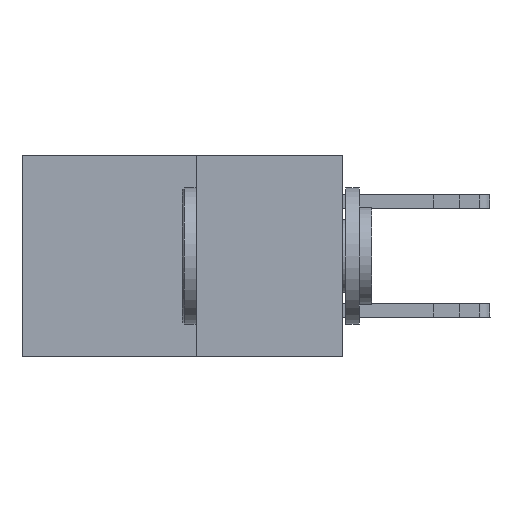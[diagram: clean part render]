
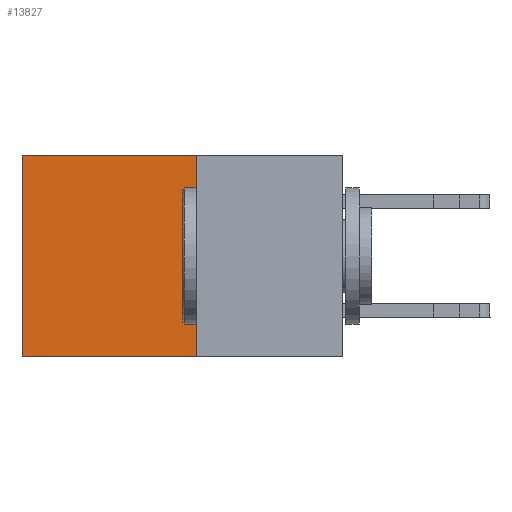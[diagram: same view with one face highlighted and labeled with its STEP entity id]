
A CAD part, left-side view. The second image highlights one B-rep face of the part: STEP entity #13827.
In plain terms, the highlighted planar face has unit normal (-1, 0, 0).
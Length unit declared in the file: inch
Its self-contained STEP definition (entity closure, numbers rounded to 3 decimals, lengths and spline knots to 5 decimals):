
#275 = CARTESIAN_POINT ( 'NONE',  ( 0.277, 0.59, -0.37 ) ) ;
#333 = EDGE_LOOP ( 'NONE', ( #13353, #570, #16064, #4088 ) ) ;
#570 = ORIENTED_EDGE ( 'NONE', *, *, #1633, .F. ) ;
#1057 = DIRECTION ( 'NONE',  ( 0., 1., 0. ) ) ;
#1633 = EDGE_CURVE ( 'NONE', #5529, #11649, #18745, .T. ) ;
#2428 = DIRECTION ( 'NONE',  ( 0., 0., -1. ) ) ;
#2549 = CARTESIAN_POINT ( 'NONE',  ( 0.277, 0.59, -0.37 ) ) ;
#4070 = CARTESIAN_POINT ( 'NONE',  ( 0.277, 0.27, 0. ) ) ;
#4088 = ORIENTED_EDGE ( 'NONE', *, *, #26434, .T. ) ;
#4917 = VERTEX_POINT ( 'NONE', #4070 ) ;
#5063 = EDGE_CURVE ( 'NONE', #14109, #11649, #19254, .T. ) ;
#5529 = VERTEX_POINT ( 'NONE', #26846 ) ;
#7195 = VECTOR ( 'NONE', #19097, 39.37008 ) ;
#7668 = VECTOR ( 'NONE', #2428, 39.37008 ) ;
#7700 = PLANE ( 'NONE',  #17652 ) ;
#9893 = DIRECTION ( 'NONE',  ( 1., 0., 0. ) ) ;
#10023 = CARTESIAN_POINT ( 'NONE',  ( 0.277, 0.27, 0. ) ) ;
#11089 = LINE ( 'NONE', #10023, #12443 ) ;
#11649 = VERTEX_POINT ( 'NONE', #275 ) ;
#12443 = VECTOR ( 'NONE', #23046, 39.37008 ) ;
#12916 = LINE ( 'NONE', #27608, #7195 ) ;
#13353 = ORIENTED_EDGE ( 'NONE', *, *, #5063, .T. ) ;
#13827 = ADVANCED_FACE ( 'NONE', ( #13993 ), #7700, .F. ) ;
#13993 = FACE_OUTER_BOUND ( 'NONE', #333, .T. ) ;
#14109 = VERTEX_POINT ( 'NONE', #25772 ) ;
#14262 = CARTESIAN_POINT ( 'NONE',  ( 0.277, 0.27, -0.37 ) ) ;
#16064 = ORIENTED_EDGE ( 'NONE', *, *, #17012, .F. ) ;
#17012 = EDGE_CURVE ( 'NONE', #4917, #5529, #12916, .T. ) ;
#17652 = AXIS2_PLACEMENT_3D ( 'NONE', #22919, #9893, #25054 ) ;
#18745 = LINE ( 'NONE', #14262, #25140 ) ;
#19097 = DIRECTION ( 'NONE',  ( 0., 0., -1. ) ) ;
#19254 = LINE ( 'NONE', #2549, #7668 ) ;
#22919 = CARTESIAN_POINT ( 'NONE',  ( 0.277, 0.27, -0.37 ) ) ;
#23046 = DIRECTION ( 'NONE',  ( 0., 1., 0. ) ) ;
#25054 = DIRECTION ( 'NONE',  ( 0., 0., -1. ) ) ;
#25140 = VECTOR ( 'NONE', #1057, 39.37008 ) ;
#25772 = CARTESIAN_POINT ( 'NONE',  ( 0.277, 0.59, 0. ) ) ;
#26434 = EDGE_CURVE ( 'NONE', #4917, #14109, #11089, .T. ) ;
#26846 = CARTESIAN_POINT ( 'NONE',  ( 0.277, 0.27, -0.37 ) ) ;
#27608 = CARTESIAN_POINT ( 'NONE',  ( 0.277, 0.27, -0.37 ) ) ;
